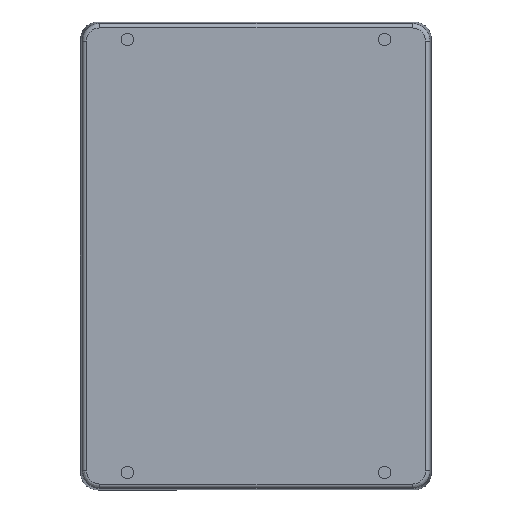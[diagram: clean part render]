
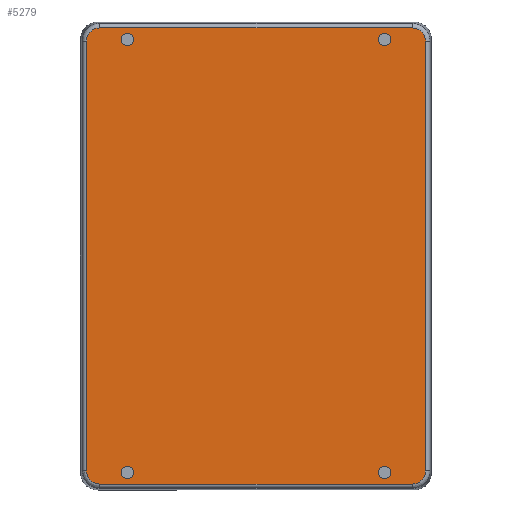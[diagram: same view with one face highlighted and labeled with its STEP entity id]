
A CAD part, left-side view. The second image highlights one B-rep face of the part: STEP entity #5279.
In plain terms, the highlighted planar face has unit normal (-1, 0, 0).
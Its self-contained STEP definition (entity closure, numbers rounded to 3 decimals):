
#401=LINE('',#9563,#697);
#403=LINE('',#9679,#699);
#404=LINE('',#9684,#700);
#406=LINE('',#9797,#702);
#697=VECTOR('',#7671,10.693);
#699=VECTOR('',#7689,14.693);
#700=VECTOR('',#7694,14.693);
#702=VECTOR('',#7710,10.693);
#753=ELLIPSE('',#6007,0.45,0.45);
#754=ELLIPSE('',#6009,0.45,0.45);
#757=ELLIPSE('',#6017,0.45,0.45);
#758=ELLIPSE('',#6019,0.45,0.45);
#876=PLANE('',#6028);
#1008=FACE_BOUND('',#1770,.T.);
#1009=FACE_BOUND('',#1771,.T.);
#1010=FACE_BOUND('',#1772,.T.);
#1011=FACE_BOUND('',#1773,.T.);
#1330=FACE_OUTER_BOUND('',#1769,.T.);
#1769=EDGE_LOOP('',(#4684,#4685,#4686,#4687,#4688,#4689,#4690,#4691));
#1770=EDGE_LOOP('',(#4692));
#1771=EDGE_LOOP('',(#4693));
#1772=EDGE_LOOP('',(#4694));
#1773=EDGE_LOOP('',(#4695));
#2017=CIRCLE('',#5708,0.21);
#2021=CIRCLE('',#5714,0.21);
#2025=CIRCLE('',#5720,0.21);
#2029=CIRCLE('',#5726,0.21);
#2425=VERTEX_POINT('',#8981);
#2429=VERTEX_POINT('',#8991);
#2433=VERTEX_POINT('',#9001);
#2437=VERTEX_POINT('',#9011);
#2609=VERTEX_POINT('',#9556);
#2612=VERTEX_POINT('',#9561);
#2613=VERTEX_POINT('',#9614);
#2616=VERTEX_POINT('',#9670);
#2617=VERTEX_POINT('',#9675);
#2620=VERTEX_POINT('',#9682);
#2621=VERTEX_POINT('',#9736);
#2624=VERTEX_POINT('',#9792);
#3048=EDGE_CURVE('',#2425,#2425,#2017,.T.);
#3052=EDGE_CURVE('',#2429,#2429,#2021,.T.);
#3056=EDGE_CURVE('',#2433,#2433,#2025,.T.);
#3060=EDGE_CURVE('',#2437,#2437,#2029,.T.);
#3303=EDGE_CURVE('',#2612,#2609,#401,.T.);
#3306=EDGE_CURVE('',#2609,#2613,#753,.T.);
#3308=EDGE_CURVE('',#2616,#2612,#754,.T.);
#3312=EDGE_CURVE('',#2613,#2617,#403,.T.);
#3314=EDGE_CURVE('',#2620,#2616,#404,.T.);
#3318=EDGE_CURVE('',#2617,#2621,#757,.T.);
#3320=EDGE_CURVE('',#2624,#2620,#758,.T.);
#3322=EDGE_CURVE('',#2621,#2624,#406,.T.);
#4684=ORIENTED_EDGE('',*,*,#3303,.F.);
#4685=ORIENTED_EDGE('',*,*,#3308,.F.);
#4686=ORIENTED_EDGE('',*,*,#3314,.F.);
#4687=ORIENTED_EDGE('',*,*,#3320,.F.);
#4688=ORIENTED_EDGE('',*,*,#3322,.F.);
#4689=ORIENTED_EDGE('',*,*,#3318,.F.);
#4690=ORIENTED_EDGE('',*,*,#3312,.F.);
#4691=ORIENTED_EDGE('',*,*,#3306,.F.);
#4692=ORIENTED_EDGE('',*,*,#3060,.T.);
#4693=ORIENTED_EDGE('',*,*,#3056,.T.);
#4694=ORIENTED_EDGE('',*,*,#3052,.T.);
#4695=ORIENTED_EDGE('',*,*,#3048,.T.);
#5279=ADVANCED_FACE('',(#1330,#1008,#1009,#1010,#1011),#876,.T.);
#5708=AXIS2_PLACEMENT_3D('',#8982,#6980,#6981);
#5714=AXIS2_PLACEMENT_3D('',#8992,#6992,#6993);
#5720=AXIS2_PLACEMENT_3D('',#9002,#7004,#7005);
#5726=AXIS2_PLACEMENT_3D('',#9012,#7016,#7017);
#6007=AXIS2_PLACEMENT_3D('',#9618,#7676,#7677);
#6009=AXIS2_PLACEMENT_3D('',#9672,#7680,#7681);
#6017=AXIS2_PLACEMENT_3D('',#9740,#7700,#7701);
#6019=AXIS2_PLACEMENT_3D('',#9794,#7704,#7705);
#6028=AXIS2_PLACEMENT_3D('',#9817,#7731,#7732);
#6980=DIRECTION('center_axis',(1.,0.,0.));
#6981=DIRECTION('ref_axis',(0.,0.,-1.));
#6992=DIRECTION('center_axis',(1.,0.,0.));
#6993=DIRECTION('ref_axis',(0.,0.,-1.));
#7004=DIRECTION('center_axis',(1.,0.,0.));
#7005=DIRECTION('ref_axis',(0.,0.,-1.));
#7016=DIRECTION('center_axis',(1.,0.,0.));
#7017=DIRECTION('ref_axis',(0.,0.,-1.));
#7671=DIRECTION('',(0.,-1.,0.));
#7676=DIRECTION('center_axis',(1.,0.,0.));
#7677=DIRECTION('ref_axis',(0.,-0.707,0.707));
#7680=DIRECTION('center_axis',(1.,0.,0.));
#7681=DIRECTION('ref_axis',(0.,0.707,0.707));
#7689=DIRECTION('',(0.,0.,-1.));
#7694=DIRECTION('',(0.,0.,1.));
#7700=DIRECTION('center_axis',(1.,0.,0.));
#7701=DIRECTION('ref_axis',(0.,-0.707,-0.707));
#7704=DIRECTION('center_axis',(1.,0.,0.));
#7705=DIRECTION('ref_axis',(0.,0.707,-0.707));
#7710=DIRECTION('',(0.,1.,0.));
#7731=DIRECTION('center_axis',(-1.,0.,0.));
#7732=DIRECTION('ref_axis',(0.,0.,1.));
#8981=CARTESIAN_POINT('',(0.,-4.4,7.61));
#8982=CARTESIAN_POINT('Origin',(0.,-4.4,7.4));
#8991=CARTESIAN_POINT('',(0.,-4.4,-7.19));
#8992=CARTESIAN_POINT('Origin',(0.,-4.4,-7.4));
#9001=CARTESIAN_POINT('',(0.,4.4,7.61));
#9002=CARTESIAN_POINT('Origin',(0.,4.4,7.4));
#9011=CARTESIAN_POINT('',(0.,4.4,-7.19));
#9012=CARTESIAN_POINT('Origin',(0.,4.4,-7.4));
#9556=CARTESIAN_POINT('',(0.,-5.346,7.796));
#9561=CARTESIAN_POINT('',(0.,5.347,7.796));
#9563=CARTESIAN_POINT('',(0.,5.347,7.796));
#9614=CARTESIAN_POINT('',(0.,-5.796,7.346));
#9618=CARTESIAN_POINT('Origin',(0.,-5.346,7.346));
#9670=CARTESIAN_POINT('',(0.,5.797,7.346));
#9672=CARTESIAN_POINT('Origin',(0.,5.347,7.346));
#9675=CARTESIAN_POINT('',(0.,-5.796,-7.346));
#9679=CARTESIAN_POINT('',(0.,-5.796,7.346));
#9682=CARTESIAN_POINT('',(0.,5.797,-7.346));
#9684=CARTESIAN_POINT('',(0.,5.797,-7.346));
#9736=CARTESIAN_POINT('',(0.,-5.346,-7.796));
#9740=CARTESIAN_POINT('Origin',(0.,-5.346,-7.346));
#9792=CARTESIAN_POINT('',(0.,5.347,-7.796));
#9794=CARTESIAN_POINT('Origin',(0.,5.347,-7.346));
#9797=CARTESIAN_POINT('',(0.,-5.346,-7.796));
#9817=CARTESIAN_POINT('Origin',(0.,-5.945,-8.));
